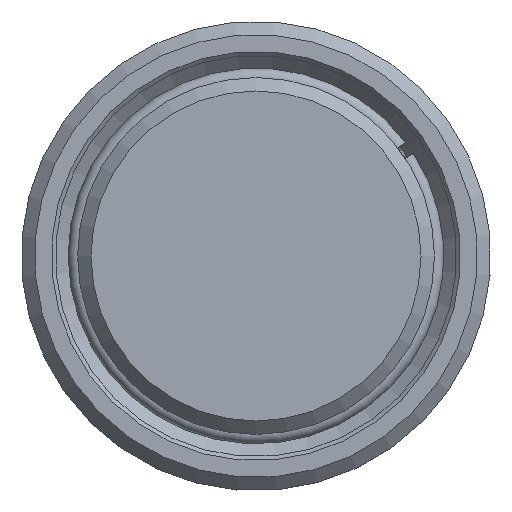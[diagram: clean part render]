
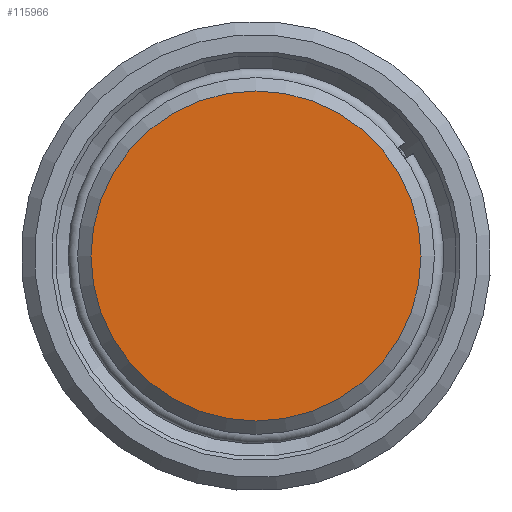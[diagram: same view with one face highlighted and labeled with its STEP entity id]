
A CAD part, left-side view. The second image highlights one B-rep face of the part: STEP entity #115966.
In plain terms, the highlighted planar face has unit normal (-1, 0, 0).
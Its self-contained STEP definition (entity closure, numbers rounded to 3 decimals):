
#115946=CARTESIAN_POINT('',(0.,-12.3,0.));
#115947=VERTEX_POINT('',#115946);
#115948=CARTESIAN_POINT('',(0.,0.0,0.0));
#115949=DIRECTION('',(1.0,0.0,0.0));
#115950=DIRECTION('',(0.0,1.0,0.0));
#115951=AXIS2_PLACEMENT_3D('',#115948,#115949,#115950);
#115952=CIRCLE('',#115951,12.3);
#115953=EDGE_CURVE('',#115947,#115947,#115952,.T.);
#115958=CARTESIAN_POINT('',(0.,-11.725,0.0));
#115959=DIRECTION('',(-1.0,0.0,0.0));
#115960=DIRECTION('',(0.0,0.0,1.0));
#115961=AXIS2_PLACEMENT_3D('',#115958,#115959,#115960);
#115962=PLANE('',#115961);
#115963=ORIENTED_EDGE('',*,*,#115953,.F.);
#115964=EDGE_LOOP('',(#115963));
#115965=FACE_OUTER_BOUND('',#115964,.T.);
#115966=ADVANCED_FACE('',(#115965),#115962,.T.);
